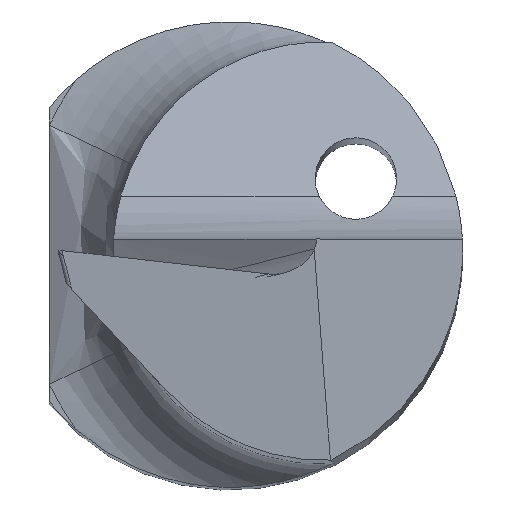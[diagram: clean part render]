
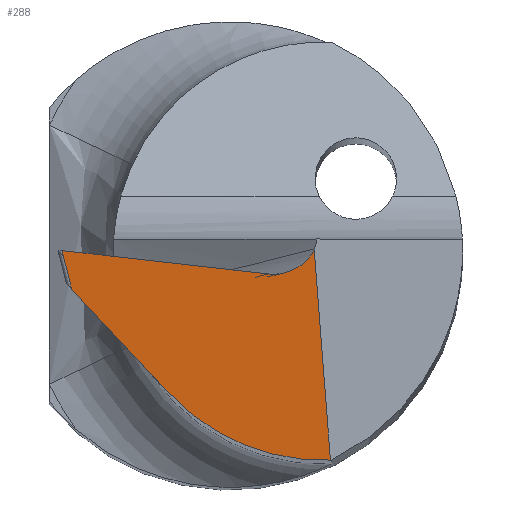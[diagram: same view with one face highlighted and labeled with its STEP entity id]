
A CAD part, top view. The second image highlights one B-rep face of the part: STEP entity #288.
In plain terms, the highlighted planar face has unit normal (0.122, -0.139, 0.983).
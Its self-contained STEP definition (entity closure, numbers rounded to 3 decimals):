
#8 = CARTESIAN_POINT ( 'NONE',  ( 0.335, -0.201, 33.75 ) ) ;
#12 = CARTESIAN_POINT ( 'NONE',  ( -1.359, -0.33, 33.943 ) ) ;
#14 = DIRECTION ( 'NONE',  ( 0.076, -0.986, -0.149 ) ) ;
#38 = LINE ( 'NONE', #629, #558 ) ;
#72 = CARTESIAN_POINT ( 'NONE',  ( -0.151, -1.617, 33.61 ) ) ;
#93 = EDGE_CURVE ( 'NONE', #643, #624, #260, .T. ) ;
#167 = VECTOR ( 'NONE', #14, 1000. ) ;
#168 = FACE_OUTER_BOUND ( 'NONE', #296, .T. ) ;
#172 = AXIS2_PLACEMENT_3D ( 'NONE', #261, #492, #631 ) ;
#193 = EDGE_CURVE ( 'NONE', #500, #818, #683, .T. ) ;
#219 = EDGE_CURVE ( 'NONE', #617, #643, #38, .T. ) ;
#227 = CARTESIAN_POINT ( 'NONE',  ( -0.512, -1.232, 33.71 ) ) ;
#233 = CARTESIAN_POINT ( 'NONE',  ( 0.864, -1.799, 33.458 ) ) ;
#239 = VECTOR ( 'NONE', #828, 1000. ) ;
#243 = EDGE_CURVE ( 'NONE', #422, #818, #658, .T. ) ;
#260 = LINE ( 'NONE', #792, #473 ) ;
#261 = CARTESIAN_POINT ( 'NONE',  ( -1.495, 0.1, 34.021 ) ) ;
#288 = ADVANCED_FACE ( 'NONE', ( #168 ), #922, .T. ) ;
#296 = EDGE_LOOP ( 'NONE', ( #401, #362, #937, #656, #684, #802 ) ) ;
#318 = CARTESIAN_POINT ( 'NONE',  ( 0.725, 0.001, 33.73 ) ) ;
#362 = ORIENTED_EDGE ( 'NONE', *, *, #243, .T. ) ;
#385 = LINE ( 'NONE', #685, #239 ) ;
#401 = ORIENTED_EDGE ( 'NONE', *, *, #443, .F. ) ;
#422 = VERTEX_POINT ( 'NONE', #592 ) ;
#443 = EDGE_CURVE ( 'NONE', #422, #617, #385, .T. ) ;
#473 = VECTOR ( 'NONE', #719, 1000. ) ;
#492 = DIRECTION ( 'NONE',  ( 0.122, -0.139, 0.983 ) ) ;
#500 = VERTEX_POINT ( 'NONE', #318 ) ;
#518 = CARTESIAN_POINT ( 'NONE',  ( 0.411, -0.209, 33.74 ) ) ;
#527 = B_SPLINE_CURVE_WITH_KNOTS ( 'NONE', 3,
 ( #588, #581, #804, #882, #518, #650 ),
 .UNSPECIFIED., .F., .F.,
 ( 4, 2, 4 ),
 ( 0., 0., 0. ),
 .UNSPECIFIED. ) ;
#551 = CARTESIAN_POINT ( 'NONE',  ( 0.702, 0.306, 33.777 ) ) ;
#558 = VECTOR ( 'NONE', #667, 1000. ) ;
#581 = CARTESIAN_POINT ( 'NONE',  ( 0.689, -0.067, 33.725 ) ) ;
#588 = CARTESIAN_POINT ( 'NONE',  ( 0.725, 0.001, 33.73 ) ) ;
#592 = CARTESIAN_POINT ( 'NONE',  ( -0.512, -1.232, 33.71 ) ) ;
#617 = VERTEX_POINT ( 'NONE', #12 ) ;
#624 = VERTEX_POINT ( 'NONE', #8 ) ;
#629 = CARTESIAN_POINT ( 'NONE',  ( -1.47, 0.107, 34.019 ) ) ;
#631 = DIRECTION ( 'NONE',  ( 0., -0.99, -0.14 ) ) ;
#643 = VERTEX_POINT ( 'NONE', #831 ) ;
#650 = CARTESIAN_POINT ( 'NONE',  ( 0.335, -0.201, 33.75 ) ) ;
#656 = ORIENTED_EDGE ( 'NONE', *, *, #893, .T. ) ;
#658 =( BOUNDED_CURVE ( )  B_SPLINE_CURVE ( 3, ( #227, #72, #897, #233 ),
 .UNSPECIFIED., .F., .T. ) 
 B_SPLINE_CURVE_WITH_KNOTS ( ( 4, 4 ),
 ( 4.745, 5.597 ),
 .UNSPECIFIED. ) 
 CURVE ( )  GEOMETRIC_REPRESENTATION_ITEM ( )  RATIONAL_B_SPLINE_CURVE ( ( 1., 0.94, 0.94, 1. ) ) 
 REPRESENTATION_ITEM ( '' )  );
#667 = DIRECTION ( 'NONE',  ( -0.243, 0.956, 0.166 ) ) ;
#683 = LINE ( 'NONE', #551, #167 ) ;
#684 = ORIENTED_EDGE ( 'NONE', *, *, #93, .F. ) ;
#685 = CARTESIAN_POINT ( 'NONE',  ( -0.555, -1.187, 33.722 ) ) ;
#719 = DIRECTION ( 'NONE',  ( 0.984, -0.111, -0.138 ) ) ;
#792 = CARTESIAN_POINT ( 'NONE',  ( -50.756, 5.568, 40.933 ) ) ;
#802 = ORIENTED_EDGE ( 'NONE', *, *, #219, .F. ) ;
#804 = CARTESIAN_POINT ( 'NONE',  ( 0.628, -0.121, 33.725 ) ) ;
#818 = VERTEX_POINT ( 'NONE', #847 ) ;
#828 = DIRECTION ( 'NONE',  ( -0.673, 0.716, 0.185 ) ) ;
#831 = CARTESIAN_POINT ( 'NONE',  ( -1.443, 0., 34. ) ) ;
#847 = CARTESIAN_POINT ( 'NONE',  ( 0.864, -1.799, 33.458 ) ) ;
#882 = CARTESIAN_POINT ( 'NONE',  ( 0.49, -0.192, 33.732 ) ) ;
#893 = EDGE_CURVE ( 'NONE', #500, #624, #527, .T. ) ;
#897 = CARTESIAN_POINT ( 'NONE',  ( 0.337, -1.818, 33.521 ) ) ;
#922 = PLANE ( 'NONE',  #172 ) ;
#937 = ORIENTED_EDGE ( 'NONE', *, *, #193, .F. ) ;
